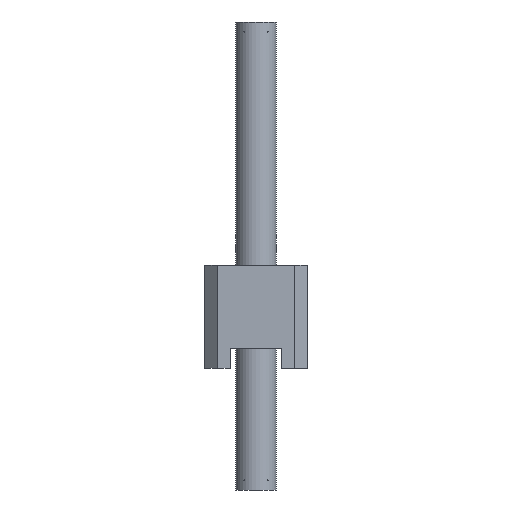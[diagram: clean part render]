
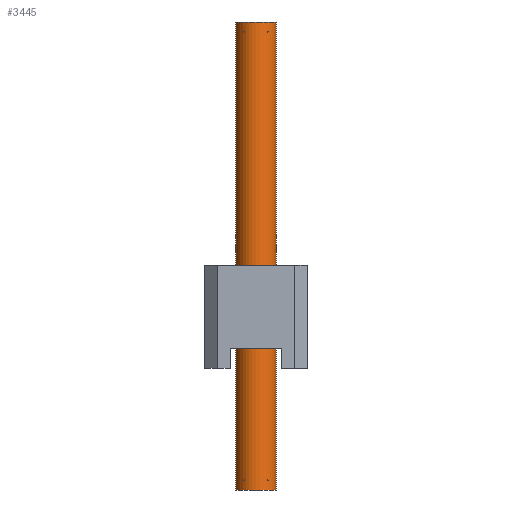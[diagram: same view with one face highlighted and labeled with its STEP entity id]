
A CAD part, left-side view. The second image highlights one B-rep face of the part: STEP entity #3445.
In plain terms, the highlighted cylindrical face has radius 0.5 mm (diameter 1 mm), a full revolution.
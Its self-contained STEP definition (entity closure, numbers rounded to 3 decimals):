
#1960=ORIENTED_EDGE('',*,*,#2448,.F.);
#1961=ORIENTED_EDGE('',*,*,#2449,.T.);
#2448=EDGE_CURVE('',#2774,#2774,#2856,.T.);
#2449=EDGE_CURVE('',#2775,#2775,#2857,.T.);
#2774=VERTEX_POINT('',#5681);
#2775=VERTEX_POINT('',#5683);
#2856=CIRCLE('',#3745,0.5);
#2857=CIRCLE('',#3746,0.5);
#3044=EDGE_LOOP('',(#1960));
#3045=EDGE_LOOP('',(#1961));
#3232=FACE_BOUND('',#3044,.T.);
#3233=FACE_BOUND('',#3045,.T.);
#3278=CYLINDRICAL_SURFACE('',#3744,0.5);
#3445=ADVANCED_FACE('',(#3232,#3233),#3278,.F.);
#3744=AXIS2_PLACEMENT_3D('',#5679,#4675,#4676);
#3745=AXIS2_PLACEMENT_3D('',#5680,#4677,#4678);
#3746=AXIS2_PLACEMENT_3D('',#5682,#4679,#4680);
#4675=DIRECTION('',(0.,0.,1.));
#4676=DIRECTION('',(1.,0.,0.));
#4677=DIRECTION('',(0.,0.,-1.));
#4678=DIRECTION('',(1.,0.,0.));
#4679=DIRECTION('',(0.,0.,-1.));
#4680=DIRECTION('',(1.,0.,0.));
#5679=CARTESIAN_POINT('',(0.,0.,0.));
#5680=CARTESIAN_POINT('',(0.,0.,11.54));
#5681=CARTESIAN_POINT('',(0.5,0.,11.54));
#5682=CARTESIAN_POINT('',(0.,0.,0.));
#5683=CARTESIAN_POINT('',(0.5,0.,0.));
